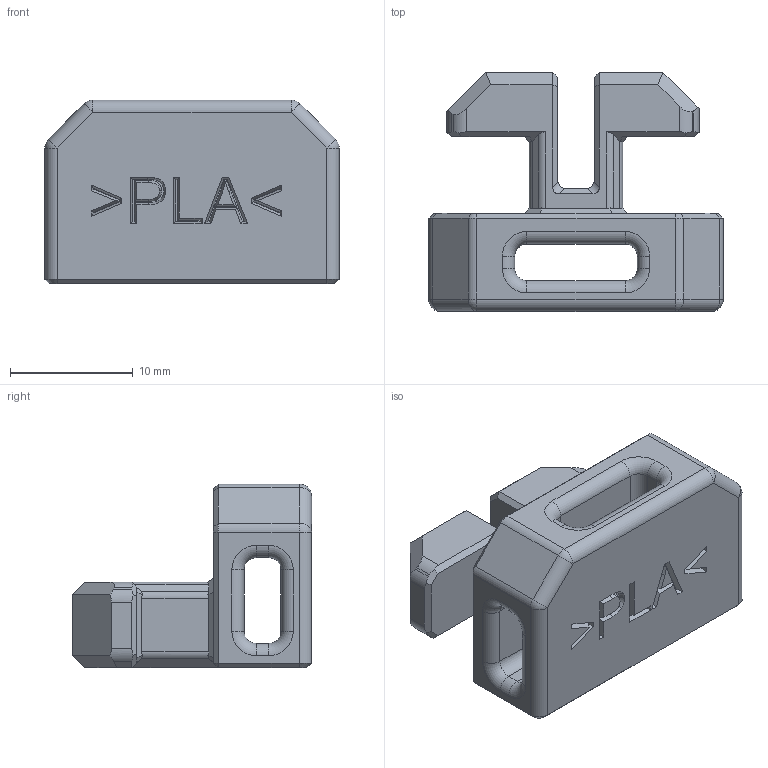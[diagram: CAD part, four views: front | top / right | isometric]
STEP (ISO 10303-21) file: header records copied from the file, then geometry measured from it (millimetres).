
FILE_DESCRIPTION(/* description */ (''),/* implementation_level */ '2;1');
FILE_NAME(/* name */ 'cable tie slot 10 v6.step',/* time_stamp */ '2019-05-18T21:23:32+01:00',/* author */ ('javipk'),/* organization */ (''),/* preprocessor_version */ 'ST-DEVELOPER v18',/* originating_system */ 'Autodesk Translation Framework v8.2.0.1029',/* authorisation */ '');
FILE_SCHEMA (('AUTOMOTIVE_DESIGN { 1 0 10303 214 3 1 1 }'));
Length unit declared in the file: millimetre
Products named in the file (1): cable tie slot 10
Bounding box: 24 x 19.5 x 15 mm (x, y, z)
Volume: 2797.4 mm3; surface area: 2327.9 mm2
Topology: 1 solids, 1 shells, 260 faces, 663 edges, 409 vertices
Faces by surface type: plane 147, cylinder 61, torus 22, bspline 15, cone 11, sphere 4
Entity records: 8266 total; most frequent: CARTESIAN_POINT 1953, ORIENTED_EDGE 1324, DIRECTION 1295, EDGE_CURVE 662, AXIS2_PLACEMENT_3D 433, LINE 429, VECTOR 429, VERTEX_POINT 409
